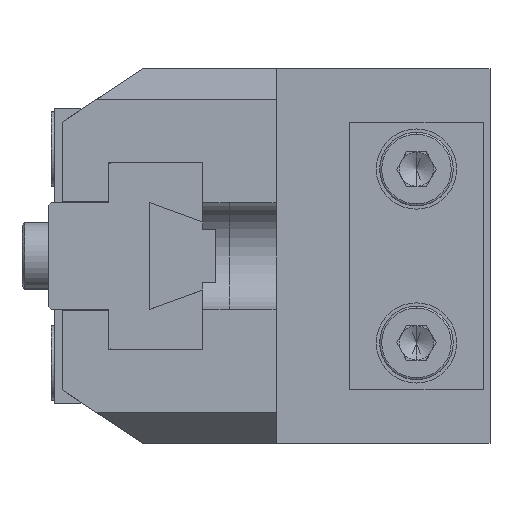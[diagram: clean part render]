
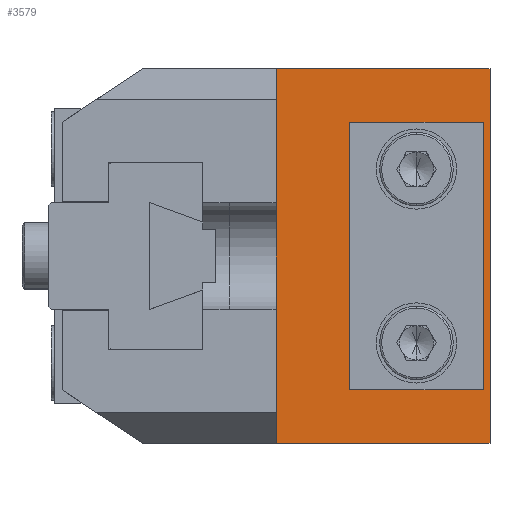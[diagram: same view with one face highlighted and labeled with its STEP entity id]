
A CAD part, left-side view. The second image highlights one B-rep face of the part: STEP entity #3579.
In plain terms, the highlighted planar face has unit normal (-1, 0, 0).
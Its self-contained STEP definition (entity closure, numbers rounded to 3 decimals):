
#1140 = EDGE_LOOP ( 'NONE', ( #2270, #2269 ) ) ;
#1231 = EDGE_LOOP ( 'NONE', ( #2271, #2272, #2250, #2274, #1985 ) ) ;
#1856 = EDGE_LOOP ( 'NONE', ( #2268, #2267 ) ) ;
#1985 = ORIENTED_EDGE ( 'NONE', *, *, #6078, .F. ) ;
#2250 = ORIENTED_EDGE ( 'NONE', *, *, #5331, .F. ) ;
#2267 = ORIENTED_EDGE ( 'NONE', *, *, #6473, .F. ) ;
#2268 = ORIENTED_EDGE ( 'NONE', *, *, #5152, .F. ) ;
#2269 = ORIENTED_EDGE ( 'NONE', *, *, #5181, .F. ) ;
#2270 = ORIENTED_EDGE ( 'NONE', *, *, #5116, .F. ) ;
#2271 = ORIENTED_EDGE ( 'NONE', *, *, #5556, .F. ) ;
#2272 = ORIENTED_EDGE ( 'NONE', *, *, #4986, .F. ) ;
#2274 = ORIENTED_EDGE ( 'NONE', *, *, #5447, .F. ) ;
#3322 = VERTEX_POINT ( 'NONE', #12670 ) ;
#3323 = VERTEX_POINT ( 'NONE', #12671 ) ;
#3327 = VERTEX_POINT ( 'NONE', #12675 ) ;
#3328 = VERTEX_POINT ( 'NONE', #12676 ) ;
#3517 = AXIS2_PLACEMENT_3D ( 'NONE', #11915, #11917, #11918 ) ;
#3579 = ADVANCED_FACE ( 'NONE', ( #10480, #10466, #10484 ), #13510, .F. ) ;
#3947 = VERTEX_POINT ( 'NONE', #14671 ) ;
#4032 = VERTEX_POINT ( 'NONE', #14756 ) ;
#4048 = VERTEX_POINT ( 'NONE', #14772 ) ;
#4062 = VERTEX_POINT ( 'NONE', #14786 ) ;
#4065 = VERTEX_POINT ( 'NONE', #14789 ) ;
#4986 = EDGE_CURVE ( 'NONE', #4032, #3947, #6877, .T. ) ;
#5116 = EDGE_CURVE ( 'NONE', #3328, #3327, #7106, .T. ) ;
#5152 = EDGE_CURVE ( 'NONE', #3323, #3322, #7156, .T. ) ;
#5181 = EDGE_CURVE ( 'NONE', #3327, #3328, #7200, .T. ) ;
#5331 = EDGE_CURVE ( 'NONE', #4062, #4032, #7432, .T. ) ;
#5447 = EDGE_CURVE ( 'NONE', #4065, #4062, #7617, .T. ) ;
#5556 = EDGE_CURVE ( 'NONE', #3947, #4048, #13848, .T. ) ;
#6078 = EDGE_CURVE ( 'NONE', #4048, #4065, #14113, .T. ) ;
#6144 = AXIS2_PLACEMENT_3D ( 'NONE', #13511, #13512, #13513 ) ;
#6473 = EDGE_CURVE ( 'NONE', #3322, #3323, #14273, .T. ) ;
#6877 = LINE ( 'NONE', #8261, #6883 ) ;
#6883 = VECTOR ( 'NONE', #8266, 1000. ) ;
#7106 = CIRCLE ( 'NONE', #10013, 1.25 ) ;
#7156 = CIRCLE ( 'NONE', #10034, 1.25 ) ;
#7200 = CIRCLE ( 'NONE', #13281, 1.25 ) ;
#7431 = VECTOR ( 'NONE', #9163, 1000. ) ;
#7432 = LINE ( 'NONE', #9161, #7431 ) ;
#7617 = LINE ( 'NONE', #10923, #7618 ) ;
#7618 = VECTOR ( 'NONE', #10924, 1000. ) ;
#8261 = CARTESIAN_POINT ( 'NONE',  ( -21., -16., 14. ) ) ;
#8266 = DIRECTION ( 'NONE',  ( 0., 0., -1. ) ) ;
#8564 = CARTESIAN_POINT ( 'NONE',  ( -21., -10.5, -6.5 ) ) ;
#8565 = DIRECTION ( 'NONE',  ( -1., 0., 0. ) ) ;
#8566 = DIRECTION ( 'NONE',  ( 0., 0., 1. ) ) ;
#8680 = CARTESIAN_POINT ( 'NONE',  ( -21., -10.5, 6.5 ) ) ;
#8681 = DIRECTION ( 'NONE',  ( -1., 0., 0. ) ) ;
#8682 = DIRECTION ( 'NONE',  ( 0., 0., 1. ) ) ;
#8752 = CARTESIAN_POINT ( 'NONE',  ( -21., -10.5, -6.5 ) ) ;
#8753 = DIRECTION ( 'NONE',  ( -1., 0., 0. ) ) ;
#8754 = DIRECTION ( 'NONE',  ( 0., 0., 1. ) ) ;
#9161 = CARTESIAN_POINT ( 'NONE',  ( -21., 16., 14. ) ) ;
#9163 = DIRECTION ( 'NONE',  ( 0., -1., 0. ) ) ;
#10013 = AXIS2_PLACEMENT_3D ( 'NONE', #8564, #8565, #8566 ) ;
#10034 = AXIS2_PLACEMENT_3D ( 'NONE', #8680, #8681, #8682 ) ;
#10466 = FACE_BOUND ( 'NONE', #1140, .T. ) ;
#10480 = FACE_BOUND ( 'NONE', #1856, .T. ) ;
#10484 = FACE_OUTER_BOUND ( 'NONE', #1231, .T. ) ;
#10923 = CARTESIAN_POINT ( 'NONE',  ( -21., 0., -14. ) ) ;
#10924 = DIRECTION ( 'NONE',  ( 0., 0., 1. ) ) ;
#11195 = CARTESIAN_POINT ( 'NONE',  ( -21., 0., -14. ) ) ;
#11196 = DIRECTION ( 'NONE',  ( 0., 1., 0. ) ) ;
#11672 = CARTESIAN_POINT ( 'NONE',  ( -21., 0., -14. ) ) ;
#11673 = DIRECTION ( 'NONE',  ( 0., 0., 1. ) ) ;
#11915 = CARTESIAN_POINT ( 'NONE',  ( -21., -10.5, 6.5 ) ) ;
#11917 = DIRECTION ( 'NONE',  ( -1., 0., 0. ) ) ;
#11918 = DIRECTION ( 'NONE',  ( 0., 0., 1. ) ) ;
#12670 = CARTESIAN_POINT ( 'NONE',  ( -21., -10.5, 5.25 ) ) ;
#12671 = CARTESIAN_POINT ( 'NONE',  ( -21., -10.5, 7.75 ) ) ;
#12675 = CARTESIAN_POINT ( 'NONE',  ( -21., -10.5, -7.75 ) ) ;
#12676 = CARTESIAN_POINT ( 'NONE',  ( -21., -10.5, -5.25 ) ) ;
#13281 = AXIS2_PLACEMENT_3D ( 'NONE', #8752, #8753, #8754 ) ;
#13510 = PLANE ( 'NONE',  #6144 ) ;
#13511 = CARTESIAN_POINT ( 'NONE',  ( -21., 0., -14. ) ) ;
#13512 = DIRECTION ( 'NONE',  ( 1., 0., 0. ) ) ;
#13513 = DIRECTION ( 'NONE',  ( 0., 1., 0. ) ) ;
#13848 = LINE ( 'NONE', #11195, #13854 ) ;
#13854 = VECTOR ( 'NONE', #11196, 1000. ) ;
#14113 = LINE ( 'NONE', #11672, #14114 ) ;
#14114 = VECTOR ( 'NONE', #11673, 1000. ) ;
#14273 = CIRCLE ( 'NONE', #3517, 1.25 ) ;
#14671 = CARTESIAN_POINT ( 'NONE',  ( -21., -16., -14. ) ) ;
#14756 = CARTESIAN_POINT ( 'NONE',  ( -21., -16., 14. ) ) ;
#14772 = CARTESIAN_POINT ( 'NONE',  ( -21., 0., -14. ) ) ;
#14786 = CARTESIAN_POINT ( 'NONE',  ( -21., 0., 14. ) ) ;
#14789 = CARTESIAN_POINT ( 'NONE',  ( -21., 0., 0. ) ) ;
